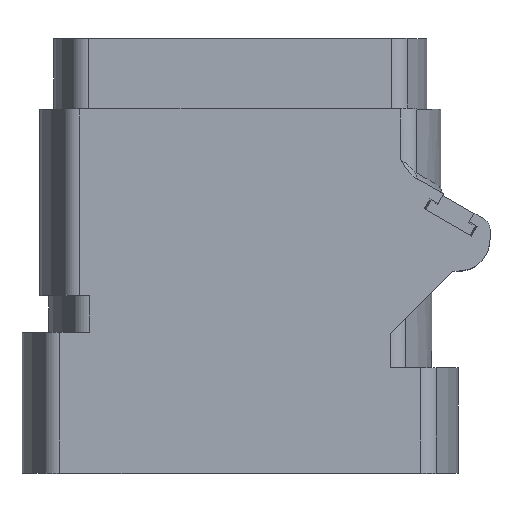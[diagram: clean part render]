
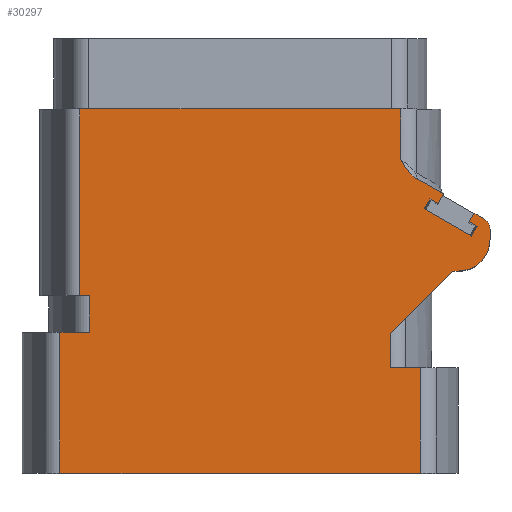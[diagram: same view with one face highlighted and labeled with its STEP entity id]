
A CAD part, top view. The second image highlights one B-rep face of the part: STEP entity #30297.
In plain terms, the highlighted planar face has unit normal (0, 0, 1).
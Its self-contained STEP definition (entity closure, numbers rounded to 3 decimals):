
#10=DIRECTION('',(1.,0.,0.));
#11=VECTOR('',#10,20.49);
#12=CARTESIAN_POINT('',(-10.245,0.,6.));
#13=LINE('',#12,#11);
#147=DIRECTION('',(-0.866,0.5,0.));
#148=VECTOR('',#147,0.679);
#149=CARTESIAN_POINT('',(13.875,14.437,6.));
#150=LINE('',#149,#148);
#159=DIRECTION('',(0.866,-0.5,0.));
#160=VECTOR('',#159,0.525);
#161=CARTESIAN_POINT('',(10.782,15.588,6.));
#162=LINE('',#161,#160);
#163=DIRECTION('',(0.866,-0.5,0.));
#164=VECTOR('',#163,0.525);
#165=CARTESIAN_POINT('',(13.012,14.3,6.));
#166=LINE('',#165,#164);
#167=DIRECTION('',(-0.5,-0.866,0.));
#168=VECTOR('',#167,0.55);
#169=CARTESIAN_POINT('',(13.287,14.777,6.));
#170=LINE('',#169,#168);
#171=CARTESIAN_POINT('',(13.55,13.874,6.));
#172=DIRECTION('',(0.,0.,-1.));
#173=DIRECTION('',(0.5,0.866,0.));
#174=AXIS2_PLACEMENT_3D('',#171,#172,#173);
#176=DIRECTION('',(0.,-1.,0.));
#177=VECTOR('',#176,0.585);
#178=CARTESIAN_POINT('',(14.2,13.874,6.));
#179=LINE('',#178,#177);
#180=CARTESIAN_POINT('',(12.4,13.289,6.));
#181=DIRECTION('',(0.,0.,1.));
#182=DIRECTION('',(0.,-1.,0.));
#183=AXIS2_PLACEMENT_3D('',#180,#181,#182);
#185=DIRECTION('',(-1.,0.,0.));
#186=VECTOR('',#185,0.316);
#187=CARTESIAN_POINT('',(12.4,11.489,6.));
#188=LINE('',#187,#186);
#189=DIRECTION('',(1.,0.,0.));
#190=VECTOR('',#189,18.238);
#191=CARTESIAN_POINT('',(-9.119,20.7,6.));
#192=LINE('',#191,#190);
#193=DIRECTION('',(0.5,0.866,0.));
#194=VECTOR('',#193,0.63);
#195=CARTESIAN_POINT('',(11.236,15.325,6.));
#196=LINE('',#195,#194);
#245=DIRECTION('',(-0.5,-0.866,0.));
#246=VECTOR('',#245,0.65);
#247=CARTESIAN_POINT('',(13.466,14.038,6.));
#248=LINE('',#247,#246);
#249=DIRECTION('',(-0.866,0.5,0.));
#250=VECTOR('',#249,3.1);
#251=CARTESIAN_POINT('',(13.141,13.475,6.));
#252=LINE('',#251,#250);
#265=DIRECTION('',(0.5,0.866,0.));
#266=VECTOR('',#265,0.65);
#267=CARTESIAN_POINT('',(10.457,15.025,6.));
#268=LINE('',#267,#266);
#277=DIRECTION('',(-0.866,0.5,0.));
#278=VECTOR('',#277,1.806);
#279=CARTESIAN_POINT('',(11.552,15.871,6.));
#280=LINE('',#279,#278);
#307=CARTESIAN_POINT('',(9.119,17.853,6.));
#323=CARTESIAN_POINT('',(9.987,16.774,6.));
#325=CARTESIAN_POINT('',(9.987,16.775,6.));
#326=CARTESIAN_POINT('',(9.975,16.782,6.));
#327=CARTESIAN_POINT('',(9.95,16.797,6.));
#328=CARTESIAN_POINT('',(9.911,16.822,6.));
#329=CARTESIAN_POINT('',(9.871,16.851,6.));
#330=CARTESIAN_POINT('',(9.83,16.883,6.));
#331=CARTESIAN_POINT('',(9.789,16.918,6.));
#332=CARTESIAN_POINT('',(9.748,16.956,6.));
#333=CARTESIAN_POINT('',(9.705,16.999,6.));
#334=CARTESIAN_POINT('',(9.658,17.048,6.));
#335=CARTESIAN_POINT('',(9.608,17.105,6.));
#336=CARTESIAN_POINT('',(9.554,17.171,6.));
#337=CARTESIAN_POINT('',(9.499,17.244,6.));
#338=CARTESIAN_POINT('',(9.445,17.321,6.));
#339=CARTESIAN_POINT('',(9.393,17.399,6.));
#340=CARTESIAN_POINT('',(9.342,17.477,6.));
#341=CARTESIAN_POINT('',(9.295,17.554,6.));
#342=CARTESIAN_POINT('',(9.25,17.629,6.));
#343=CARTESIAN_POINT('',(9.206,17.703,6.));
#344=CARTESIAN_POINT('',(9.163,17.777,6.));
#345=CARTESIAN_POINT('',(9.134,17.828,6.));
#346=CARTESIAN_POINT('',(9.119,17.853,6.));
#348=DIRECTION('',(0.,-1.,0.));
#349=VECTOR('',#348,2.847);
#350=CARTESIAN_POINT('',(9.119,20.7,6.));
#351=LINE('',#350,#349);
#409=DIRECTION('',(0.,-1.,0.));
#410=VECTOR('',#409,10.6);
#411=CARTESIAN_POINT('',(-9.119,20.7,6.));
#412=LINE('',#411,#410);
#427=DIRECTION('',(1.,0.,0.));
#428=VECTOR('',#427,0.575);
#429=CARTESIAN_POINT('',(-9.119,10.1,6.));
#430=LINE('',#429,#428);
#445=DIRECTION('',(0.,-1.,0.));
#446=VECTOR('',#445,2.1);
#447=CARTESIAN_POINT('',(-8.545,10.1,6.));
#448=LINE('',#447,#446);
#468=DIRECTION('',(-1.,0.,0.));
#469=VECTOR('',#468,1.7);
#470=CARTESIAN_POINT('',(-8.545,8.,6.));
#471=LINE('',#470,#469);
#499=DIRECTION('',(0.,-1.,0.));
#500=VECTOR('',#499,8.);
#501=CARTESIAN_POINT('',(-10.245,8.,6.));
#502=LINE('',#501,#500);
#25215=DIRECTION('',(0.707,0.707,0.));
#25216=VECTOR('',#25215,5.006);
#25217=CARTESIAN_POINT('',(8.545,7.95,6.));
#25218=LINE('',#25217,#25216);
#25261=DIRECTION('',(-1.,0.,0.));
#25262=VECTOR('',#25261,1.7);
#25263=CARTESIAN_POINT('',(10.245,6.,6.));
#25264=LINE('',#25263,#25262);
#25288=DIRECTION('',(0.,-1.,0.));
#25289=VECTOR('',#25288,1.95);
#25290=CARTESIAN_POINT('',(8.545,7.95,6.));
#25291=LINE('',#25290,#25289);
#25322=DIRECTION('',(0.,-1.,0.));
#25323=VECTOR('',#25322,6.);
#25324=CARTESIAN_POINT('',(10.245,6.,6.));
#25325=LINE('',#25324,#25323);
#25343=CARTESIAN_POINT('',(10.245,0.,6.));
#25344=VERTEX_POINT('',#25343);
#25345=CARTESIAN_POINT('',(10.245,6.,6.));
#25346=VERTEX_POINT('',#25345);
#25355=CARTESIAN_POINT('',(-10.245,8.,6.));
#25356=CARTESIAN_POINT('',(-10.245,0.,6.));
#25357=VERTEX_POINT('',#25355);
#25358=VERTEX_POINT('',#25356);
#25363=CARTESIAN_POINT('',(13.875,14.437,6.));
#25364=CARTESIAN_POINT('',(14.2,13.874,6.));
#25365=VERTEX_POINT('',#25363);
#25366=VERTEX_POINT('',#25364);
#25383=CARTESIAN_POINT('',(8.545,7.95,6.));
#25384=CARTESIAN_POINT('',(8.545,6.,6.));
#25385=VERTEX_POINT('',#25383);
#25386=VERTEX_POINT('',#25384);
#25389=CARTESIAN_POINT('',(12.084,11.489,6.));
#25390=VERTEX_POINT('',#25389);
#25395=CARTESIAN_POINT('',(9.119,20.7,6.));
#25397=VERTEX_POINT('',#25395);
#25407=CARTESIAN_POINT('',(-8.545,10.1,6.));
#25408=CARTESIAN_POINT('',(-8.545,8.,6.));
#25409=VERTEX_POINT('',#25407);
#25410=VERTEX_POINT('',#25408);
#25415=CARTESIAN_POINT('',(-9.119,20.7,6.));
#25416=CARTESIAN_POINT('',(-9.119,10.1,6.));
#25417=VERTEX_POINT('',#25415);
#25418=VERTEX_POINT('',#25416);
#25520=VERTEX_POINT('',#307);
#25522=VERTEX_POINT('',#323);
#25534=CARTESIAN_POINT('',(12.4,11.489,6.));
#25535=CARTESIAN_POINT('',(14.2,13.289,6.));
#25536=VERTEX_POINT('',#25534);
#25537=VERTEX_POINT('',#25535);
#25550=CARTESIAN_POINT('',(13.287,14.777,6.));
#25551=VERTEX_POINT('',#25550);
#25554=CARTESIAN_POINT('',(11.552,15.871,6.));
#25555=VERTEX_POINT('',#25554);
#25566=CARTESIAN_POINT('',(13.141,13.475,6.));
#25567=VERTEX_POINT('',#25566);
#25568=CARTESIAN_POINT('',(10.457,15.025,6.));
#25569=VERTEX_POINT('',#25568);
#25574=CARTESIAN_POINT('',(10.782,15.588,6.));
#25575=CARTESIAN_POINT('',(11.236,15.325,6.));
#25576=VERTEX_POINT('',#25574);
#25577=VERTEX_POINT('',#25575);
#25578=CARTESIAN_POINT('',(13.012,14.3,6.));
#25579=CARTESIAN_POINT('',(13.466,14.038,6.));
#25580=VERTEX_POINT('',#25578);
#25581=VERTEX_POINT('',#25579);
#30241=CARTESIAN_POINT('',(-10.852,0.,6.));
#30242=DIRECTION('',(0.,0.,1.));
#30243=DIRECTION('',(1.,0.,0.));
#30244=AXIS2_PLACEMENT_3D('',#30241,#30242,#30243);
#30245=PLANE('',#30244);
#30247=ORIENTED_EDGE('',*,*,#30246,.F.);
#30249=ORIENTED_EDGE('',*,*,#30248,.F.);
#30251=ORIENTED_EDGE('',*,*,#30250,.F.);
#30253=ORIENTED_EDGE('',*,*,#30252,.F.);
#30255=ORIENTED_EDGE('',*,*,#30254,.F.);
#30257=ORIENTED_EDGE('',*,*,#30256,.F.);
#30258=ORIENTED_EDGE('',*,*,#30216,.F.);
#30259=ORIENTED_EDGE('',*,*,#30232,.T.);
#30261=ORIENTED_EDGE('',*,*,#30260,.T.);
#30263=ORIENTED_EDGE('',*,*,#30262,.F.);
#30265=ORIENTED_EDGE('',*,*,#30264,.T.);
#30267=ORIENTED_EDGE('',*,*,#30266,.F.);
#30269=ORIENTED_EDGE('',*,*,#30268,.T.);
#30271=ORIENTED_EDGE('',*,*,#30270,.F.);
#30273=ORIENTED_EDGE('',*,*,#30272,.T.);
#30274=ORIENTED_EDGE('',*,*,#30021,.F.);
#30276=ORIENTED_EDGE('',*,*,#30275,.F.);
#30278=ORIENTED_EDGE('',*,*,#30277,.F.);
#30280=ORIENTED_EDGE('',*,*,#30279,.F.);
#30282=ORIENTED_EDGE('',*,*,#30281,.F.);
#30284=ORIENTED_EDGE('',*,*,#30283,.F.);
#30286=ORIENTED_EDGE('',*,*,#30285,.T.);
#30288=ORIENTED_EDGE('',*,*,#30287,.T.);
#30290=ORIENTED_EDGE('',*,*,#30289,.F.);
#30292=ORIENTED_EDGE('',*,*,#30291,.F.);
#30294=ORIENTED_EDGE('',*,*,#30293,.F.);
#30295=EDGE_LOOP('',(#30247,#30249,#30251,#30253,#30255,#30257,#30258,#30259,
#30261,#30263,#30265,#30267,#30269,#30271,#30273,#30274,#30276,#30278,#30280,
#30282,#30284,#30286,#30288,#30290,#30292,#30294));
#30296=FACE_OUTER_BOUND('',#30295,.F.);
#30297=ADVANCED_FACE('',(#30296),#30245,.T.);
#175=CIRCLE('',#174,0.65);
#184=CIRCLE('',#183,1.8);
#347=B_SPLINE_CURVE_WITH_KNOTS('',3,(#325,#326,#327,#328,#329,#330,#331,#332,
#333,#334,#335,#336,#337,#338,#339,#340,#341,#342,#343,#344,#345,#346),
.UNSPECIFIED.,.F.,.F.,(4,1,1,1,1,1,1,1,1,1,1,1,1,1,1,1,1,1,1,4),(0.,
0.053,0.105,0.158,0.211,
0.263,0.316,0.368,0.421,
0.474,0.526,0.579,0.632,
0.684,0.737,0.789,0.842,
0.895,0.947,1.),.UNSPECIFIED.);
#30021=EDGE_CURVE('',#25358,#25344,#13,.T.);
#30216=EDGE_CURVE('',#25365,#25551,#150,.T.);
#30232=EDGE_CURVE('',#25365,#25366,#175,.T.);
#30246=EDGE_CURVE('',#25576,#25577,#162,.T.);
#30248=EDGE_CURVE('',#25569,#25576,#268,.T.);
#30250=EDGE_CURVE('',#25567,#25569,#252,.T.);
#30252=EDGE_CURVE('',#25581,#25567,#248,.T.);
#30254=EDGE_CURVE('',#25580,#25581,#166,.T.);
#30256=EDGE_CURVE('',#25551,#25580,#170,.T.);
#30260=EDGE_CURVE('',#25366,#25537,#179,.T.);
#30262=EDGE_CURVE('',#25536,#25537,#184,.T.);
#30264=EDGE_CURVE('',#25536,#25390,#188,.T.);
#30266=EDGE_CURVE('',#25385,#25390,#25218,.T.);
#30268=EDGE_CURVE('',#25385,#25386,#25291,.T.);
#30270=EDGE_CURVE('',#25346,#25386,#25264,.T.);
#30272=EDGE_CURVE('',#25346,#25344,#25325,.T.);
#30275=EDGE_CURVE('',#25357,#25358,#502,.T.);
#30277=EDGE_CURVE('',#25410,#25357,#471,.T.);
#30279=EDGE_CURVE('',#25409,#25410,#448,.T.);
#30281=EDGE_CURVE('',#25418,#25409,#430,.T.);
#30283=EDGE_CURVE('',#25417,#25418,#412,.T.);
#30285=EDGE_CURVE('',#25417,#25397,#192,.T.);
#30287=EDGE_CURVE('',#25397,#25520,#351,.T.);
#30289=EDGE_CURVE('',#25522,#25520,#347,.T.);
#30291=EDGE_CURVE('',#25555,#25522,#280,.T.);
#30293=EDGE_CURVE('',#25577,#25555,#196,.T.);
